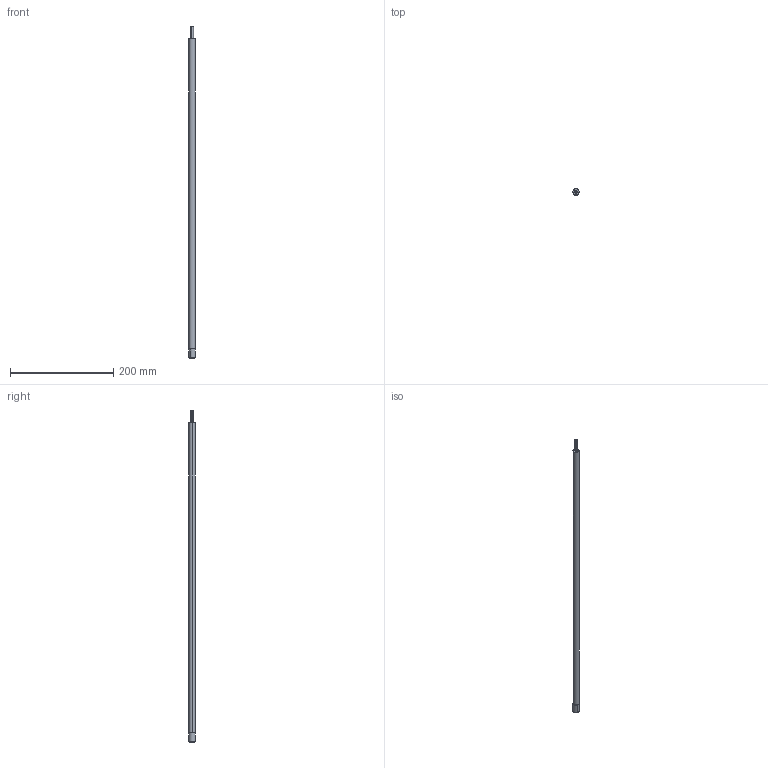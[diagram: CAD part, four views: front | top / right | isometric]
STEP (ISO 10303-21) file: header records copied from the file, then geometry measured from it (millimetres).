
FILE_DESCRIPTION (( 'STEP AP203' ), '1' );
FILE_NAME ('O2S-T6-LG.STEP', '2019-02-11T09:44:25', ( '' ), ( '' ), 'SwSTEP 2.0', 'SolidWorks 2018', '' );
FILE_SCHEMA (( 'CONFIG_CONTROL_DESIGN' ));
Length unit declared in the file: millimetre
Products named in the file (1): O2S-T6-LG
Bounding box: 12 x 12 x 643.44 mm (x, y, z)
Volume: 70153.2 mm3; surface area: 24149.6 mm2
Topology: 1 solids, 1 shells, 32 faces, 66 edges, 42 vertices
Faces by surface type: cylinder 18, plane 8, cone 4, torus 2
Entity records: 943 total; most frequent: DIRECTION 176, CARTESIAN_POINT 141, ORIENTED_EDGE 132, AXIS2_PLACEMENT_3D 77, EDGE_CURVE 66, CIRCLE 44, VERTEX_POINT 42, EDGE_LOOP 38
